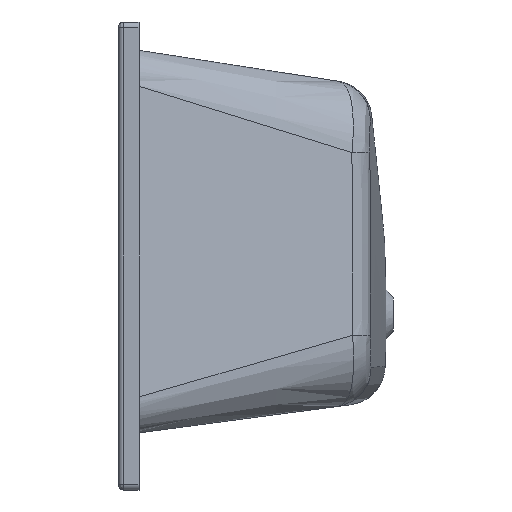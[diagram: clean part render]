
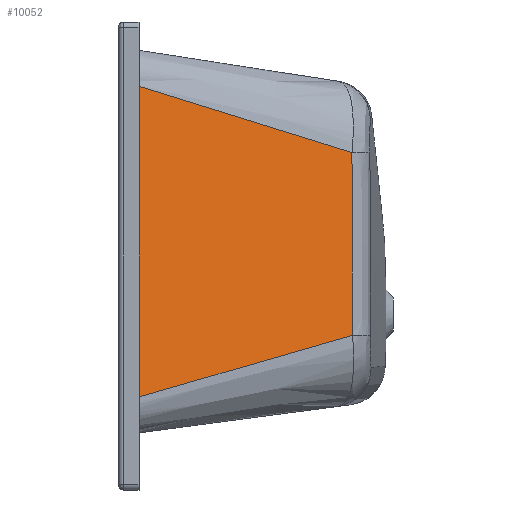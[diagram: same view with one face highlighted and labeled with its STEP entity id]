
A CAD part, left-side view. The second image highlights one B-rep face of the part: STEP entity #10052.
In plain terms, the highlighted free-form (B-spline) face has degree [3, 3] with [4, 4] control points.
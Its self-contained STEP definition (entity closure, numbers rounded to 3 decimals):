
#3778=CARTESIAN_POINT('',(-551.168,-399.041,
177.034));
#3779=CARTESIAN_POINT('',(-551.116,-399.121,
165.364));
#3780=CARTESIAN_POINT('',(-551.02,-399.27,
142.095));
#3781=CARTESIAN_POINT('',(-550.895,-399.464,
107.535));
#3782=CARTESIAN_POINT('',(-550.789,-399.629,
72.891));
#3783=CARTESIAN_POINT('',(-550.701,-399.765,
38.289));
#3784=CARTESIAN_POINT('',(-550.633,-399.871,
3.695));
#3785=CARTESIAN_POINT('',(-550.584,-399.947,
-30.907));
#3786=CARTESIAN_POINT('',(-550.555,-399.993,
-65.435));
#3787=CARTESIAN_POINT('',(-550.545,-400.008,
-100.469));
#3788=CARTESIAN_POINT('',(-550.552,-399.997,
-123.832));
#3789=CARTESIAN_POINT('',(-550.558,-399.987,
-135.544));
#3791=DIRECTION('',(-0.526,0.817,-0.236));
#3792=VECTOR('',#3791,481.11);
#3793=CARTESIAN_POINT('',(-550.558,-399.987,
-135.544));
#3794=LINE('',#3793,#3792);
#3795=DIRECTION('',(0.,0.,1.));
#3796=VECTOR('',#3795,548.075);
#3797=CARTESIAN_POINT('',(-803.817,-7.,-249.073));
#3798=LINE('',#3797,#3796);
#3799=CARTESIAN_POINT('',(-550.558,-399.987,
-135.544));
#4325=CARTESIAN_POINT('',(-551.168,-399.041,
177.034));
#4327=DIRECTION('',(-0.524,0.813,0.253));
#4328=VECTOR('',#4327,482.083);
#4329=CARTESIAN_POINT('',(-551.168,-399.041,
177.034));
#4330=LINE('',#4329,#4328);
#4699=CARTESIAN_POINT('',(-803.817,-7.,-249.073));
#4700=CARTESIAN_POINT('',(-803.817,-7.,299.002));
#4701=VERTEX_POINT('',#4699);
#4702=VERTEX_POINT('',#4700);
#4755=VERTEX_POINT('',#3799);
#4776=VERTEX_POINT('',#4325);
#10026=CARTESIAN_POINT('',(-808.882,0.86,
312.503));
#10027=CARTESIAN_POINT('',(-808.882,0.86,
120.869));
#10028=CARTESIAN_POINT('',(-808.882,0.86,
-70.765));
#10029=CARTESIAN_POINT('',(-808.882,0.86,
-262.4));
#10030=CARTESIAN_POINT('',(-721.082,-135.381,
268.482));
#10031=CARTESIAN_POINT('',(-721.082,-135.381,
105.186));
#10032=CARTESIAN_POINT('',(-721.082,-135.381,
-58.11));
#10033=CARTESIAN_POINT('',(-721.082,-135.381,
-221.406));
#10034=CARTESIAN_POINT('',(-633.282,-271.622,
224.461));
#10035=CARTESIAN_POINT('',(-633.282,-271.622,
89.503));
#10036=CARTESIAN_POINT('',(-633.282,-271.622,
-45.455));
#10037=CARTESIAN_POINT('',(-633.282,-271.622,
-180.413));
#10038=CARTESIAN_POINT('',(-545.483,-407.863,
180.44));
#10039=CARTESIAN_POINT('',(-545.483,-407.863,
73.82));
#10040=CARTESIAN_POINT('',(-545.483,-407.863,
-32.8));
#10041=CARTESIAN_POINT('',(-545.483,-407.863,
-139.42));
#10042=B_SPLINE_SURFACE_WITH_KNOTS('',3,3,((#10026,#10027,#10028,#10029),
(#10030,#10031,#10032,#10033),(#10034,#10035,#10036,#10037),(#10038,#10039,
#10040,#10041)),.UNSPECIFIED.,.F.,.F.,.F.,(4,4),(4,4),(-0.01,
0.898),(-0.02,1.02),.UNSPECIFIED.);
#10043=ORIENTED_EDGE('',*,*,#10020,.T.);
#10045=ORIENTED_EDGE('',*,*,#10044,.T.);
#10047=ORIENTED_EDGE('',*,*,#10046,.T.);
#10049=ORIENTED_EDGE('',*,*,#10048,.F.);
#10050=EDGE_LOOP('',(#10043,#10045,#10047,#10049));
#10051=FACE_OUTER_BOUND('',#10050,.F.);
#3790=B_SPLINE_CURVE_WITH_KNOTS('',3,(#3778,#3779,#3780,#3781,#3782,#3783,#3784,
#3785,#3786,#3787,#3788,#3789),.UNSPECIFIED.,.F.,.F.,(4,1,1,1,1,1,1,1,1,4),
(0.,0.111,0.222,0.333,0.444,
0.556,0.667,0.778,0.889,1.),
.UNSPECIFIED.);
#10020=EDGE_CURVE('',#4776,#4755,#3790,.T.);
#10044=EDGE_CURVE('',#4755,#4701,#3794,.T.);
#10046=EDGE_CURVE('',#4701,#4702,#3798,.T.);
#10048=EDGE_CURVE('',#4776,#4702,#4330,.T.);
#10052=ADVANCED_FACE('',(#10051),#10042,.F.);
